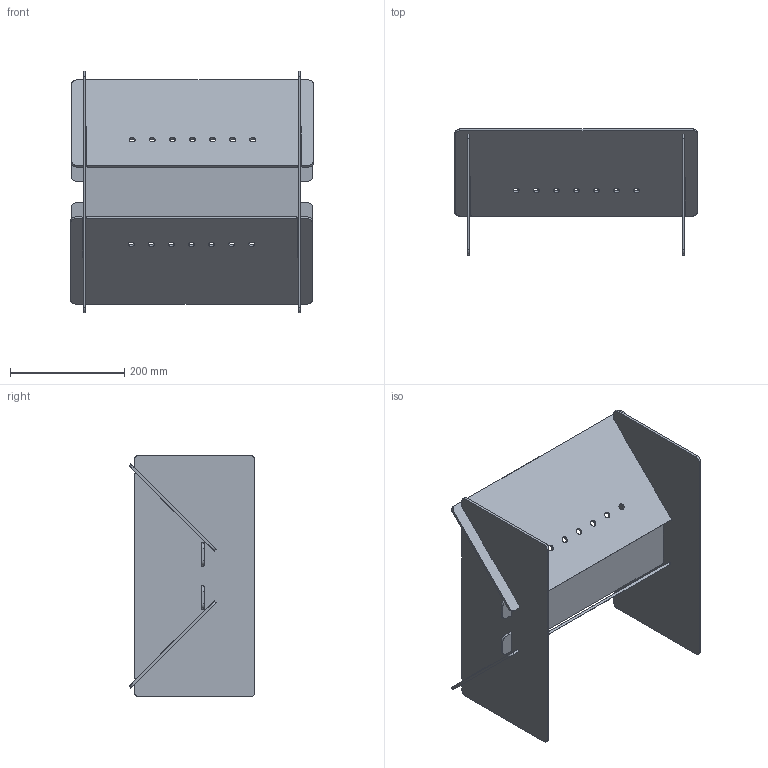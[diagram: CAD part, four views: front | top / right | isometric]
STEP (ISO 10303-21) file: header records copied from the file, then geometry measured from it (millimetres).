
FILE_DESCRIPTION(('FreeCAD Model'),'2;1');
FILE_NAME('Open CASCADE Shape Model','2025-05-01T20:07:04',('FreeCAD'),( 'FreeCAD'),'Open CASCADE STEP processor 7.6','FreeCAD','Unknown');
FILE_SCHEMA(('AUTOMOTIVE_DESIGN { 1 0 10303 214 1 1 1 1 }'));
Length unit declared in the file: millimetre
Products named in the file (1): Open CASCADE STEP translator 7.6 1
Bounding box: 423.49 x 219.85 x 421.8 mm (x, y, z)
Volume: 1667980.5 mm3; surface area: 826846.3 mm2
Topology: 5 solids, 5 shells, 176 faces, 498 edges, 332 vertices
Faces by surface type: bspline 176
Entity records: 5472 total; most frequent: CARTESIAN_POINT 2617, ORIENTED_EDGE 996, EDGE_CURVE 498, VERTEX_POINT 332, B_SPLINE_CURVE_WITH_KNOTS 318, FACE_BOUND 212, EDGE_LOOP 212, ADVANCED_FACE 176
